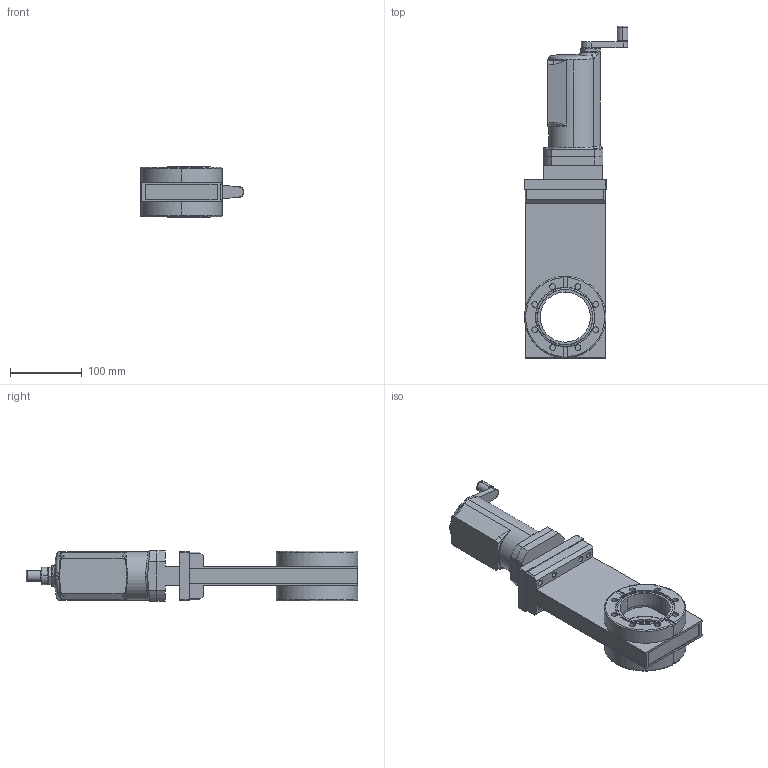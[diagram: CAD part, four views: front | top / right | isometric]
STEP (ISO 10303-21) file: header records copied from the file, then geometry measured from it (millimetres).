
FILE_DESCRIPTION (( 'STEP AP214' ), '1' );
FILE_NAME ('PFF61031.step', '2017-07-10T11:44:51', ( 'install' ), ( '' ), 'SwSTEP 2.0', 'SolidWorks 2015', '' );
FILE_SCHEMA (( 'AUTOMOTIVE_DESIGN' ));
Length unit declared in the file: millimetre
Products named in the file (1): PFF61031
Bounding box: 145 x 463.43 x 70 mm (x, y, z)
Surface area: 244988.9 mm2 (no closed solid volume)
Topology: 0 solids, 8 shells, 318 faces, 915 edges, 611 vertices
Faces by surface type: cylinder 127, plane 125, torus 23, bspline 22, cone 21
Entity records: 15956 total; most frequent: CARTESIAN_POINT 6944, ORIENTED_EDGE 1659, DIRECTION 1649, EDGE_CURVE 909, AXIS2_PLACEMENT_3D 620, VERTEX_POINT 611, LINE 409, VECTOR 409
